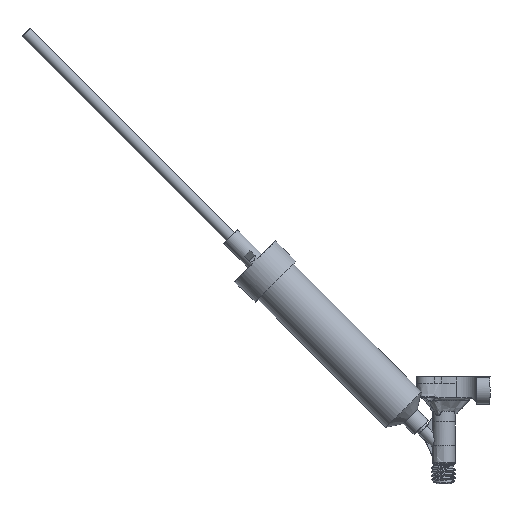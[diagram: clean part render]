
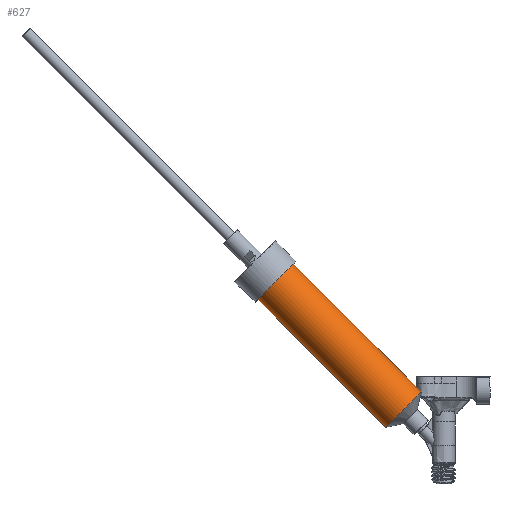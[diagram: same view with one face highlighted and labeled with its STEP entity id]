
A CAD part, left-side view. The second image highlights one B-rep face of the part: STEP entity #627.
In plain terms, the highlighted cylindrical face has radius 13 mm (diameter 26 mm), a full revolution.
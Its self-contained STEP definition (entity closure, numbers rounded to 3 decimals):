
#627=ADVANCED_FACE('',(#1244),#8792,.T.);
#1244=FACE_OUTER_BOUND('',#1877,.T.);
#1877=EDGE_LOOP('',(#4534,#4535,#4536,#4537));
#4534=ORIENTED_EDGE('',*,*,#6006,.F.);
#4535=ORIENTED_EDGE('',*,*,#6005,.F.);
#4536=ORIENTED_EDGE('',*,*,#6006,.T.);
#4537=ORIENTED_EDGE('',*,*,#6022,.F.);
#6005=EDGE_CURVE('',#8232,#8232,#6353,.T.);
#6006=EDGE_CURVE('',#8232,#8243,#6354,.T.);
#6022=EDGE_CURVE('',#8243,#8243,#6355,.T.);
#6353=(
BOUNDED_CURVE()
B_SPLINE_CURVE(2,(#31314,#31315,#31316,#31317,#31318,#31319,#31320,#31321,
#31322),.UNSPECIFIED.,.T.,.F.)
B_SPLINE_CURVE_WITH_KNOTS((3,2,2,2,3),(0.,26.,52.,78.,104.),
 .UNSPECIFIED.)
CURVE()
GEOMETRIC_REPRESENTATION_ITEM()
RATIONAL_B_SPLINE_CURVE((1.,0.707,1.,0.707,1.,0.707,
1.,0.707,1.))
REPRESENTATION_ITEM('')
);
#6354=(
BOUNDED_CURVE()
B_SPLINE_CURVE(1,(#31323,#31324),.UNSPECIFIED.,.F.,.F.)
B_SPLINE_CURVE_WITH_KNOTS((2,2),(0.,101.),.UNSPECIFIED.)
CURVE()
GEOMETRIC_REPRESENTATION_ITEM()
RATIONAL_B_SPLINE_CURVE((1.,1.))
REPRESENTATION_ITEM('')
);
#6355=(
BOUNDED_CURVE()
B_SPLINE_CURVE(2,(#31585,#31586,#31587,#31588,#31589,#31590,#31591,#31592,
#31593),.UNSPECIFIED.,.T.,.F.)
B_SPLINE_CURVE_WITH_KNOTS((3,2,2,2,3),(10.729,31.149,
51.57,71.99,92.411),.UNSPECIFIED.)
CURVE()
GEOMETRIC_REPRESENTATION_ITEM()
RATIONAL_B_SPLINE_CURVE((1.,0.707,1.,0.707,1.,0.707,
1.,0.707,1.))
REPRESENTATION_ITEM('')
);
#8232=VERTEX_POINT('',#31274);
#8243=VERTEX_POINT('',#31285);
#8792=CYLINDRICAL_SURFACE('',#9071,13.);
#9071=AXIS2_PLACEMENT_3D('',#31250,#9178,$);
#9178=DIRECTION('',(0.,0.707,0.707));
#31250=CARTESIAN_POINT('',(9.,182.525,21.996));
#31274=CARTESIAN_POINT('',(22.,145.402,-15.127));
#31285=CARTESIAN_POINT('',(22.,216.82,56.291));
#31314=CARTESIAN_POINT('',(22.,145.402,-15.127));
#31315=CARTESIAN_POINT('',(22.,136.209,-5.934));
#31316=CARTESIAN_POINT('',(9.,136.209,-5.934));
#31317=CARTESIAN_POINT('',(-4.,136.209,-5.934));
#31318=CARTESIAN_POINT('',(-4.,145.402,-15.127));
#31319=CARTESIAN_POINT('',(-4.,154.594,-24.319));
#31320=CARTESIAN_POINT('',(9.,154.594,-24.319));
#31321=CARTESIAN_POINT('',(22.,154.594,-24.319));
#31322=CARTESIAN_POINT('',(22.,145.402,-15.127));
#31323=CARTESIAN_POINT('',(22.,145.402,-15.127));
#31324=CARTESIAN_POINT('',(22.,216.82,56.291));
#31585=CARTESIAN_POINT('',(22.,216.82,56.291));
#31586=CARTESIAN_POINT('',(22.,226.012,47.099));
#31587=CARTESIAN_POINT('',(9.,226.012,47.099));
#31588=CARTESIAN_POINT('',(-4.,226.012,47.099));
#31589=CARTESIAN_POINT('',(-4.,216.82,56.291));
#31590=CARTESIAN_POINT('',(-4.,207.627,65.484));
#31591=CARTESIAN_POINT('',(9.,207.627,65.484));
#31592=CARTESIAN_POINT('',(22.,207.627,65.484));
#31593=CARTESIAN_POINT('',(22.,216.82,56.291));
